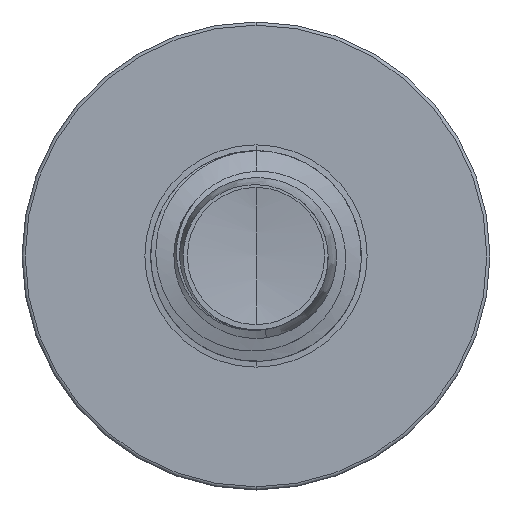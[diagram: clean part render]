
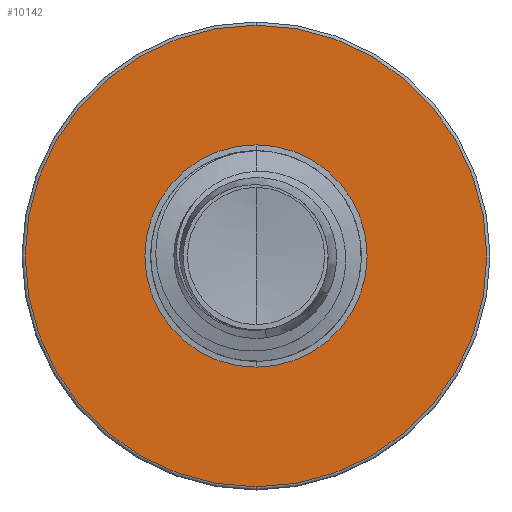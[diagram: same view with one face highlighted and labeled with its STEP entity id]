
A CAD part, front view. The second image highlights one B-rep face of the part: STEP entity #10142.
In plain terms, the highlighted planar face has unit normal (0, -1, 0).
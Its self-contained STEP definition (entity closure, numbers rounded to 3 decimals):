
#332 = ORIENTED_EDGE ( 'NONE', *, *, #613, .T. ) ;
#437 = CARTESIAN_POINT ( 'NONE',  ( 0., 6., -2.375 ) ) ;
#613 = EDGE_CURVE ( 'NONE', #7490, #13445, #968, .T. ) ;
#968 = CIRCLE ( 'NONE', #3750, 2.375 ) ;
#2314 = DIRECTION ( 'NONE',  ( 0., 0., 1. ) ) ;
#2316 = DIRECTION ( 'NONE',  ( 0., 1., 0. ) ) ;
#2580 = EDGE_CURVE ( 'NONE', #13692, #13721, #13897, .T. ) ;
#3750 = AXIS2_PLACEMENT_3D ( 'NONE', #11345, #2316, #2314 ) ;
#4359 = DIRECTION ( 'NONE',  ( 0., 0., 1. ) ) ;
#4364 = DIRECTION ( 'NONE',  ( 0., 1., 0. ) ) ;
#4385 = CARTESIAN_POINT ( 'NONE',  ( 0., 6., 0. ) ) ;
#4845 = EDGE_CURVE ( 'NONE', #13445, #7490, #14451, .T. ) ;
#4881 = EDGE_CURVE ( 'NONE', #13721, #13692, #14143, .T. ) ;
#6311 = ORIENTED_EDGE ( 'NONE', *, *, #4881, .F. ) ;
#6519 = CARTESIAN_POINT ( 'NONE',  ( 0., 6., 4.933 ) ) ;
#6977 = DIRECTION ( 'NONE',  ( 0., 0., 1. ) ) ;
#6983 = DIRECTION ( 'NONE',  ( 0., 1., 0. ) ) ;
#7003 = CARTESIAN_POINT ( 'NONE',  ( 0., 6., 0. ) ) ;
#7464 = DIRECTION ( 'NONE',  ( 0., 0., 1. ) ) ;
#7490 = VERTEX_POINT ( 'NONE', #437 ) ;
#7495 = DIRECTION ( 'NONE',  ( 0., 1., 0. ) ) ;
#7519 = CARTESIAN_POINT ( 'NONE',  ( 0., 6., 0. ) ) ;
#8490 = DIRECTION ( 'NONE',  ( 0., 0., 1. ) ) ;
#8509 = DIRECTION ( 'NONE',  ( 0., 1., 0. ) ) ;
#8547 = CARTESIAN_POINT ( 'NONE',  ( 0., 6., -2.375 ) ) ;
#8570 = PLANE ( 'NONE',  #8772 ) ;
#8772 = AXIS2_PLACEMENT_3D ( 'NONE', #8547, #8509, #8490 ) ;
#8783 = FACE_OUTER_BOUND ( 'NONE', #11262, .T. ) ;
#8843 = FACE_BOUND ( 'NONE', #13472, .T. ) ;
#10142 = ADVANCED_FACE ( 'NONE', ( #8783, #8843 ), #8570, .F. ) ;
#11262 = EDGE_LOOP ( 'NONE', ( #12789, #6311 ) ) ;
#11345 = CARTESIAN_POINT ( 'NONE',  ( 0., 6., 0. ) ) ;
#12192 = CARTESIAN_POINT ( 'NONE',  ( 0., 6., 2.375 ) ) ;
#12764 = ORIENTED_EDGE ( 'NONE', *, *, #4845, .T. ) ;
#12789 = ORIENTED_EDGE ( 'NONE', *, *, #2580, .F. ) ;
#12871 = AXIS2_PLACEMENT_3D ( 'NONE', #4385, #4364, #4359 ) ;
#13445 = VERTEX_POINT ( 'NONE', #12192 ) ;
#13472 = EDGE_LOOP ( 'NONE', ( #12764, #332 ) ) ;
#13692 = VERTEX_POINT ( 'NONE', #6519 ) ;
#13721 = VERTEX_POINT ( 'NONE', #14424 ) ;
#13897 = CIRCLE ( 'NONE', #12871, 4.933 ) ;
#14143 = CIRCLE ( 'NONE', #15664, 4.933 ) ;
#14190 = AXIS2_PLACEMENT_3D ( 'NONE', #7519, #7495, #7464 ) ;
#14424 = CARTESIAN_POINT ( 'NONE',  ( 0., 6., -4.932 ) ) ;
#14451 = CIRCLE ( 'NONE', #14190, 2.375 ) ;
#15664 = AXIS2_PLACEMENT_3D ( 'NONE', #7003, #6983, #6977 ) ;
